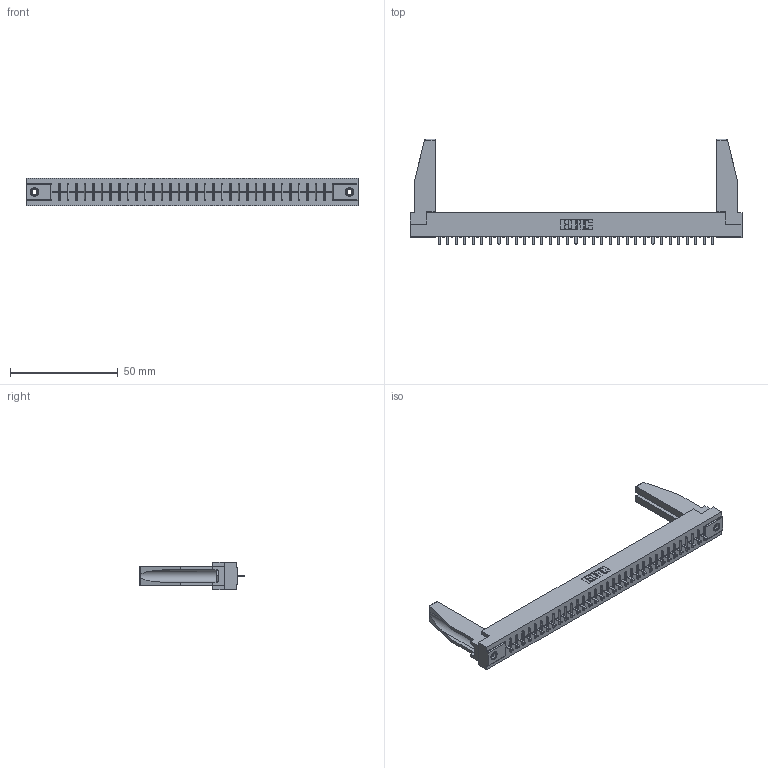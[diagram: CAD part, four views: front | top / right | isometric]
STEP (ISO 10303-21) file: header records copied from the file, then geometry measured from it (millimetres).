
FILE_DESCRIPTION (( 'STEP AP203' ), '1' );
FILE_NAME ('356-033-521-178.STEP', '2018-08-01T21:29:18', ( '' ), ( '' ), 'SwSTEP 2.0', 'SolidWorks 2016', '' );
FILE_SCHEMA (( 'CONFIG_CONTROL_DESIGN' ));
Length unit declared in the file: inch
Products named in the file (5): 345-250-001_345-250-001-102; 307-220-078; 356-033-521-178; 306 Part_.156 Dia; 306-290-001_121
Assembly tree (38 placements, depth 2):
  356-033-521-178
    306 Part_.156 Dia
    306-290-001_121  x33
    345-250-001_345-250-001-102  x2
    307-220-078  x2
Bounding box: 153.77 x 48.92 x 12.7 mm (x, y, z)
Volume: 20872.1 mm3; surface area: 20821.1 mm2
Topology: 38 solids, 38 shells, 2556 faces, 7147 edges, 4578 vertices
Faces by surface type: plane 1703, cylinder 705, sphere 132, cone 12, torus 4
Entity records: 34335 total; most frequent: CARTESIAN_POINT 5764, ORIENTED_EDGE 5672, DIRECTION 5636, EDGE_CURVE 2836, LINE 2216, VECTOR 2216, VERTEX_POINT 1796, AXIS2_PLACEMENT_3D 1710
